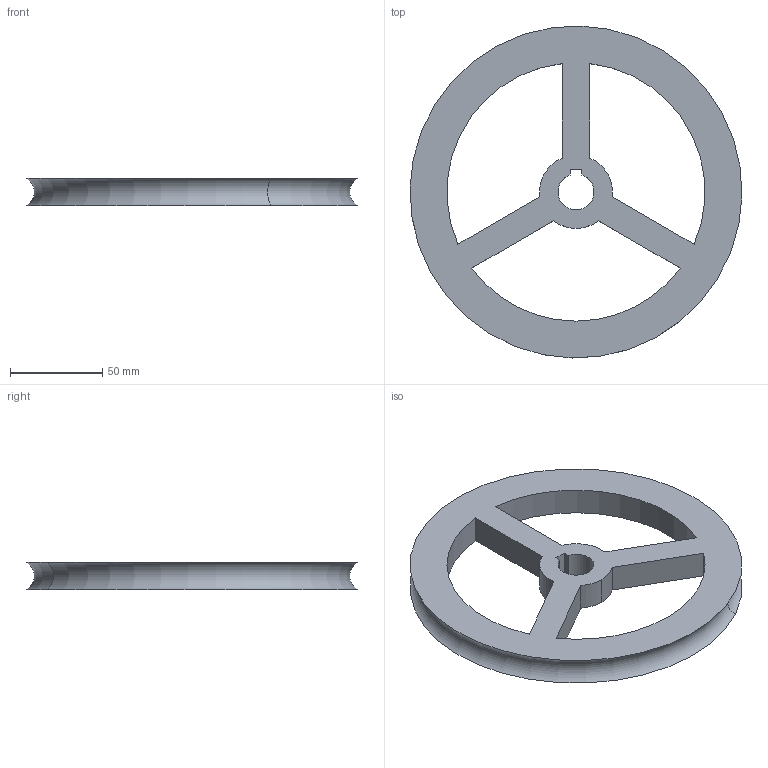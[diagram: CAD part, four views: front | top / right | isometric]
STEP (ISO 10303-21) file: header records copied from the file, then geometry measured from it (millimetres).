
FILE_DESCRIPTION(('CATIA V5 STEP Exchange'),'2;1');
FILE_NAME('Galet.stp','2020-08-26T14:52:07+00:00',('none'),('none'),'CATIA Version 5 Release 20 GA (IN-10)','CATIA V5 STEP AP203','none');
FILE_SCHEMA(('CONFIG_CONTROL_DESIGN'));
Length unit declared in the file: millimetre
Products named in the file (1): Galet
Bounding box: 179.95 x 179.95 x 15 mm (x, y, z)
Volume: 171956.1 mm3; surface area: 49248.2 mm2
Topology: 1 solids, 1 shells, 22 faces, 60 edges, 40 vertices
Faces by surface type: plane 11, cylinder 9, torus 2
Entity records: 712 total; most frequent: ORIENTED_EDGE 120, CARTESIAN_POINT 117, DIRECTION 92, EDGE_CURVE 60, AXIS2_PLACEMENT_3D 41, VERTEX_POINT 40, VECTOR 36, LINE 36
